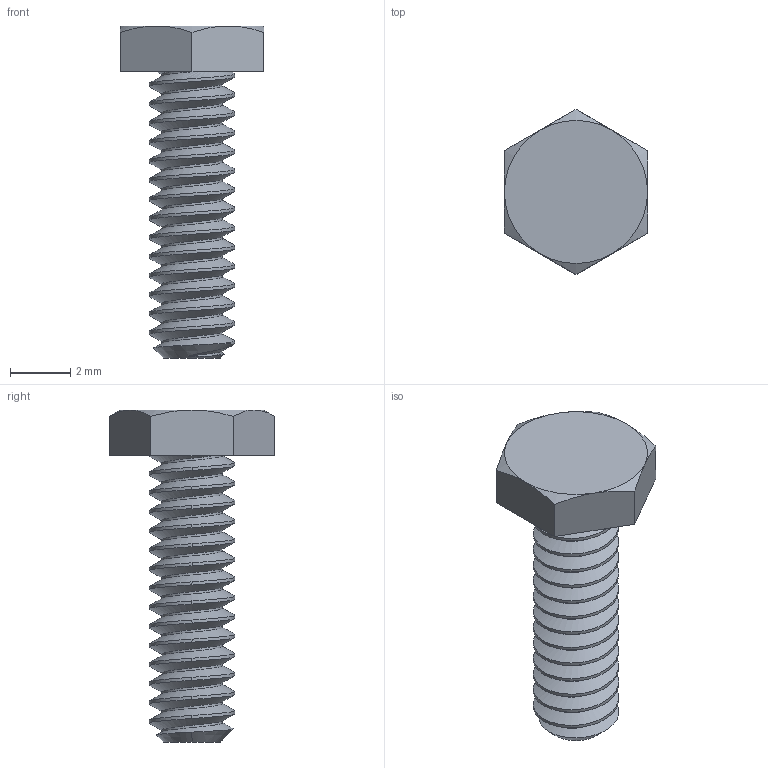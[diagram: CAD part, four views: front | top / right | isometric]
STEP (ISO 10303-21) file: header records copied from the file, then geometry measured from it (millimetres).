
FILE_DESCRIPTION (( 'STEP AP203' ), '1' );
FILE_NAME ('92314A108.step', '2012-07-12T16:13:42', ( 'Admin' ), ( 'Microsoft' ), 'SwSTEP 2.0', 'SolidWorks 2012', '' );
FILE_SCHEMA (( 'CONFIG_CONTROL_DESIGN' ));
Length unit declared in the file: inch
Products named in the file (1): 92314A108
Bounding box: 4.76 x 5.5 x 11.05 mm (x, y, z)
Volume: 75 mm3; surface area: 189.4 mm2
Topology: 1 solids, 1 shells, 51 faces, 137 edges, 89 vertices
Faces by surface type: cylinder 30, cone 9, plane 9, bspline 3
Entity records: 3514 total; most frequent: CARTESIAN_POINT 2384, ORIENTED_EDGE 274, DIRECTION 164, EDGE_CURVE 137, VERTEX_POINT 89, AXIS2_PLACEMENT_3D 60, EDGE_LOOP 52, ADVANCED_FACE 51
